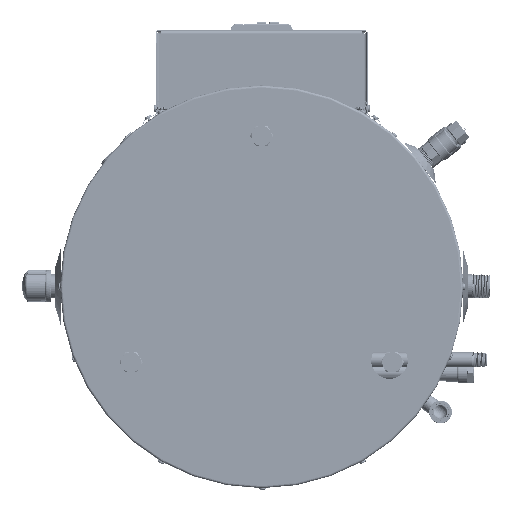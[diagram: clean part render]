
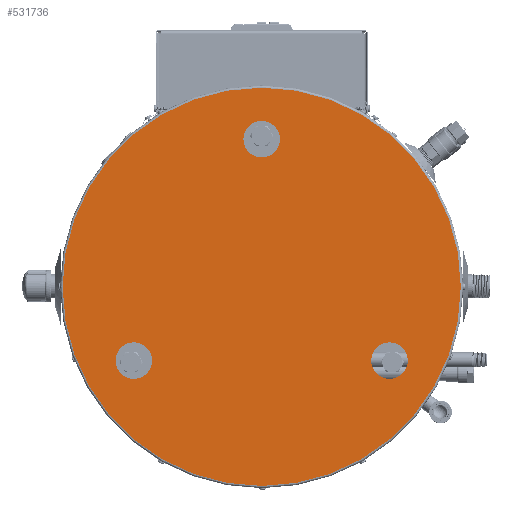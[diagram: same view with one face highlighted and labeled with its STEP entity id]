
A CAD part, front view. The second image highlights one B-rep face of the part: STEP entity #531736.
In plain terms, the highlighted planar face has unit normal (0, -1, 0).
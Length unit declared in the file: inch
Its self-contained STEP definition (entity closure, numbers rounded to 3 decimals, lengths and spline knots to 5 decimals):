
#9269 = AXIS2_PLACEMENT_3D ( 'NONE', #415477, #152488, #407215 ) ;
#10401 = ORIENTED_EDGE ( 'NONE', *, *, #178918, .T. ) ;
#20435 = FACE_OUTER_BOUND ( 'NONE', #45168, .T. ) ;
#26644 = ORIENTED_EDGE ( 'NONE', *, *, #35543, .T. ) ;
#28323 = CARTESIAN_POINT ( 'NONE',  ( 7., 1.47, -3.04145 ) ) ;
#29044 = ORIENTED_EDGE ( 'NONE', *, *, #431040, .T. ) ;
#32579 = DIRECTION ( 'NONE',  ( 0., -1., 0. ) ) ;
#35543 = EDGE_CURVE ( 'NONE', #528147, #528147, #44739, .T. ) ;
#44739 = CIRCLE ( 'NONE', #9269, 1. ) ;
#45168 = EDGE_LOOP ( 'NONE', ( #29044 ) ) ;
#54053 = FACE_BOUND ( 'NONE', #219963, .T. ) ;
#69170 = ORIENTED_EDGE ( 'NONE', *, *, #77638, .T. ) ;
#77638 = EDGE_CURVE ( 'NONE', #366945, #366945, #129470, .T. ) ;
#90723 = DIRECTION ( 'NONE',  ( 0., 0., 1. ) ) ;
#96006 = PLANE ( 'NONE',  #330495 ) ;
#129470 = CIRCLE ( 'NONE', #263711, 1. ) ;
#140823 = FACE_BOUND ( 'NONE', #199182, .T. ) ;
#152488 = DIRECTION ( 'NONE',  ( 0., 1., 0. ) ) ;
#172459 = EDGE_LOOP ( 'NONE', ( #26644 ) ) ;
#177522 = CARTESIAN_POINT ( 'NONE',  ( 7., 1.47, -4.04145 ) ) ;
#178918 = EDGE_CURVE ( 'NONE', #415919, #415919, #427411, .T. ) ;
#188340 = FACE_BOUND ( 'NONE', #172459, .T. ) ;
#189875 = CIRCLE ( 'NONE', #502850, 10.905 ) ;
#199182 = EDGE_LOOP ( 'NONE', ( #69170 ) ) ;
#219963 = EDGE_LOOP ( 'NONE', ( #10401 ) ) ;
#233060 = DIRECTION ( 'NONE',  ( 0., 0., 1. ) ) ;
#245187 = CARTESIAN_POINT ( 'NONE',  ( 0., 1.47, 0. ) ) ;
#263711 = AXIS2_PLACEMENT_3D ( 'NONE', #177522, #524620, #90723 ) ;
#275021 = CARTESIAN_POINT ( 'NONE',  ( 0., 1.47, 0. ) ) ;
#284479 = DIRECTION ( 'NONE',  ( 0., 1., 0. ) ) ;
#287218 = DIRECTION ( 'NONE',  ( 0., 0., 1. ) ) ;
#329098 = AXIS2_PLACEMENT_3D ( 'NONE', #337508, #284479, #287218 ) ;
#330495 = AXIS2_PLACEMENT_3D ( 'NONE', #275021, #401053, #233060 ) ;
#334638 = DIRECTION ( 'NONE',  ( 0., 0., -1. ) ) ;
#337508 = CARTESIAN_POINT ( 'NONE',  ( -7., 1.47, -4.04145 ) ) ;
#362889 = VERTEX_POINT ( 'NONE', #368431 ) ;
#366945 = VERTEX_POINT ( 'NONE', #28323 ) ;
#368431 = CARTESIAN_POINT ( 'NONE',  ( 0., 1.47, -10.905 ) ) ;
#401053 = DIRECTION ( 'NONE',  ( 0., 1., 0. ) ) ;
#402049 = CARTESIAN_POINT ( 'NONE',  ( 0., 1.47, 9.0829 ) ) ;
#407215 = DIRECTION ( 'NONE',  ( 0., 0., 1. ) ) ;
#415477 = CARTESIAN_POINT ( 'NONE',  ( 0., 1.47, 8.0829 ) ) ;
#415919 = VERTEX_POINT ( 'NONE', #494533 ) ;
#427411 = CIRCLE ( 'NONE', #329098, 1. ) ;
#431040 = EDGE_CURVE ( 'NONE', #362889, #362889, #189875, .T. ) ;
#494533 = CARTESIAN_POINT ( 'NONE',  ( -7., 1.47, -3.04145 ) ) ;
#502850 = AXIS2_PLACEMENT_3D ( 'NONE', #245187, #32579, #334638 ) ;
#524620 = DIRECTION ( 'NONE',  ( 0., 1., 0. ) ) ;
#528147 = VERTEX_POINT ( 'NONE', #402049 ) ;
#531736 = ADVANCED_FACE ( 'NONE', ( #54053, #140823, #188340, #20435 ), #96006, .F. ) ;
